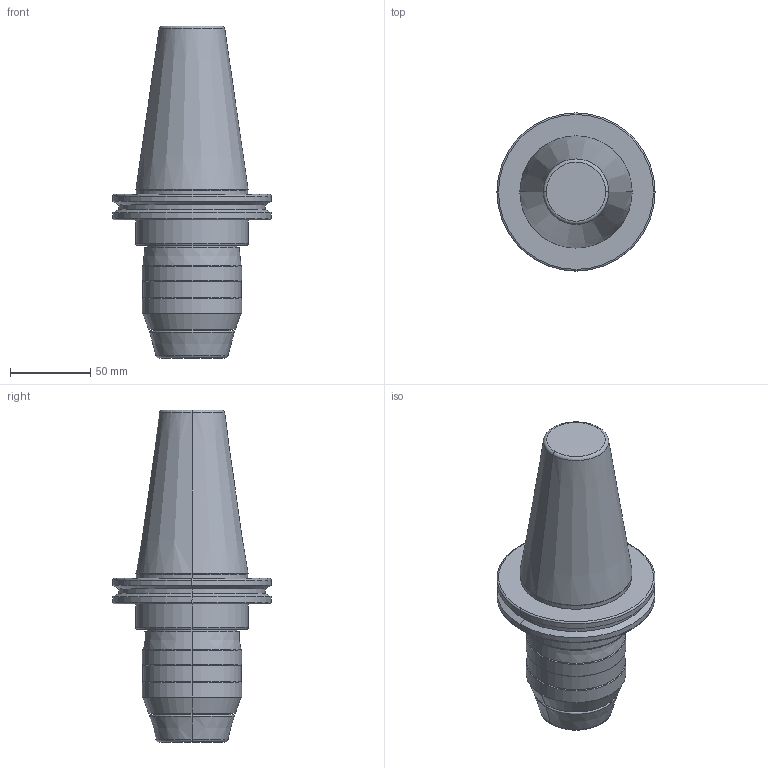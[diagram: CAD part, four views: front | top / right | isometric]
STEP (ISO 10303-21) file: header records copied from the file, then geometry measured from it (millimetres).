
FILE_DESCRIPTION (( 'STEP AP214' ), '1' );
FILE_NAME ('CV50-HPC100-105.STEP', '2019-03-20T07:28:47', ( 'ICAD2' ), ( 'Hewlett-Packard Company' ), 'SwSTEP 2.0', 'SolidWorks 2018', '' );
FILE_SCHEMA (( 'AUTOMOTIVE_DESIGN' ));
Length unit declared in the file: millimetre
Products named in the file (1): CV50-HPC100-105
Bounding box: 98.42 x 98.42 x 206.6 mm (x, y, z)
Volume: 618072.3 mm3; surface area: 53354.2 mm2
Topology: 1 solids, 1 shells, 62 faces, 122 edges, 68 vertices
Faces by surface type: cone 22, cylinder 20, torus 12, plane 8
Entity records: 1620 total; most frequent: DIRECTION 328, CARTESIAN_POINT 253, ORIENTED_EDGE 244, AXIS2_PLACEMENT_3D 143, EDGE_CURVE 122, CIRCLE 80, EDGE_LOOP 68, VERTEX_POINT 68
